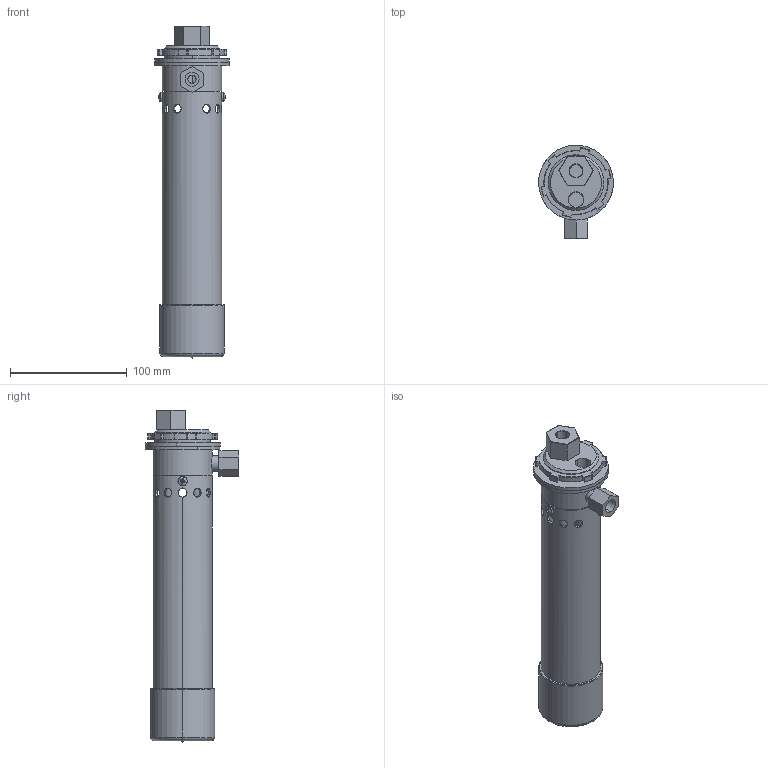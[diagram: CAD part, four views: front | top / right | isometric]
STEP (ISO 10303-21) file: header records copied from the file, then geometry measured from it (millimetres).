
FILE_DESCRIPTION (( 'STEP AP214' ), '1' );
FILE_NAME ('assieme vortexcooler 727BSP-H35.STEP', '2013-01-14T15:14:39', ( 'PC' ), ( '' ), 'SwSTEP 2.0', 'SolidWorks 2012', '' );
FILE_SCHEMA (( 'AUTOMOTIVE_DESIGN' ));
Length unit declared in the file: millimetre
Products named in the file (7): vite ISO 7045 - M4 x 16 - Z --- 16C_ISO 7045 - M4 x 16 - Z --- 16C; ghiera per vortexcooler MOBILE 727BSP-35H; guarnizione per vortexcooler MOBILE 727BSP-35H; ranella per vortexcooler MOBILE 727BSP-35H; vortexcooler MOBILE 727BSP-35H; vortexcooler BASE 727BSP-35H; assieme vortexcooler 727BSP-H35
Assembly tree (7 placements, depth 2):
  assieme vortexcooler 727BSP-H35
    vortexcooler BASE 727BSP-35H
    vortexcooler MOBILE 727BSP-35H
    ranella per vortexcooler MOBILE 727BSP-35H
    guarnizione per vortexcooler MOBILE 727BSP-35H
    ghiera per vortexcooler MOBILE 727BSP-35H
    vite ISO 7045 - M4 x 16 - Z --- 16C_ISO 7045 - M4 x 16 - Z --- 16C  x2
Bounding box: 63.99 x 80 x 283.97 mm (x, y, z)
Volume: 279687.7 mm3; surface area: 122123.7 mm2
Topology: 7 solids, 7 shells, 276 faces, 678 edges, 413 vertices
Faces by surface type: cylinder 123, plane 90, torus 39, cone 18, sphere 6
Entity records: 9527 total; most frequent: CARTESIAN_POINT 3116, DIRECTION 1259, ORIENTED_EDGE 1168, EDGE_CURVE 584, AXIS2_PLACEMENT_3D 505, VERTEX_POINT 360, EDGE_LOOP 284, CIRCLE 253
